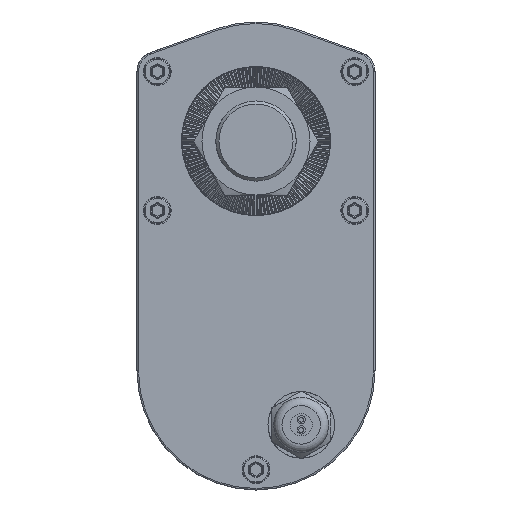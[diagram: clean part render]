
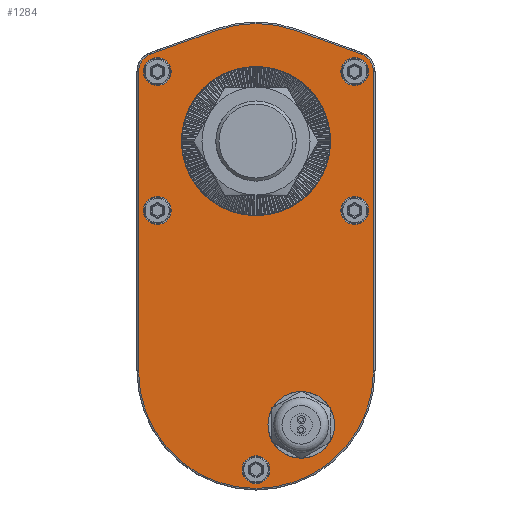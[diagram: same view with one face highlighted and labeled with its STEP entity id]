
A CAD part, front view. The second image highlights one B-rep face of the part: STEP entity #1284.
In plain terms, the highlighted planar face has unit normal (0, -1, 0).
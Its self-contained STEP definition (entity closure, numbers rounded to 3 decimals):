
#1284 = ADVANCED_FACE( '', ( #3320, #3321, #3322, #3323, #3324, #3325, #3326, #3327 ), #3328, .T. );
#3320 = FACE_BOUND( '', #7076, .T. );
#3321 = FACE_BOUND( '', #7077, .T. );
#3322 = FACE_BOUND( '', #7078, .T. );
#3323 = FACE_BOUND( '', #7079, .T. );
#3324 = FACE_BOUND( '', #7080, .T. );
#3325 = FACE_BOUND( '', #7081, .T. );
#3326 = FACE_OUTER_BOUND( '', #7082, .T. );
#3327 = FACE_BOUND( '', #7083, .T. );
#3328 = PLANE( '', #7084 );
#7076 = EDGE_LOOP( '', ( #15577 ) );
#7077 = EDGE_LOOP( '', ( #15578 ) );
#7078 = EDGE_LOOP( '', ( #15579 ) );
#7079 = EDGE_LOOP( '', ( #15580 ) );
#7080 = EDGE_LOOP( '', ( #15581 ) );
#7081 = EDGE_LOOP( '', ( #15582 ) );
#7082 = EDGE_LOOP( '', ( #15583, #15584, #15585, #15586, #15587, #15588, #15589, #15590 ) );
#7083 = EDGE_LOOP( '', ( #15591 ) );
#7084 = AXIS2_PLACEMENT_3D( '', #15592, #15593, #15594 );
#15577 = ORIENTED_EDGE( '', *, *, #23063, .F. );
#15578 = ORIENTED_EDGE( '', *, *, #22771, .T. );
#15579 = ORIENTED_EDGE( '', *, *, #22547, .T. );
#15580 = ORIENTED_EDGE( '', *, *, #23064, .T. );
#15581 = ORIENTED_EDGE( '', *, *, #23065, .T. );
#15582 = ORIENTED_EDGE( '', *, *, #22439, .T. );
#15583 = ORIENTED_EDGE( '', *, *, #23066, .T. );
#15584 = ORIENTED_EDGE( '', *, *, #23067, .T. );
#15585 = ORIENTED_EDGE( '', *, *, #23068, .T. );
#15586 = ORIENTED_EDGE( '', *, *, #22676, .T. );
#15587 = ORIENTED_EDGE( '', *, *, #23069, .T. );
#15588 = ORIENTED_EDGE( '', *, *, #23070, .T. );
#15589 = ORIENTED_EDGE( '', *, *, #22390, .T. );
#15590 = ORIENTED_EDGE( '', *, *, #23003, .T. );
#15591 = ORIENTED_EDGE( '', *, *, #23071, .F. );
#15592 = CARTESIAN_POINT( '', ( 0., 24.5, -74.5 ) );
#15593 = DIRECTION( '', ( 0., -1., 0. ) );
#15594 = DIRECTION( '', ( 0., 0., -1. ) );
#22390 = EDGE_CURVE( '', #25608, #25613, #25615, .T. );
#22439 = EDGE_CURVE( '', #25700, #25700, #25701, .T. );
#22547 = EDGE_CURVE( '', #25893, #25893, #25894, .T. );
#22676 = EDGE_CURVE( '', #26114, #26112, #26115, .T. );
#22771 = EDGE_CURVE( '', #26276, #26276, #26277, .T. );
#23003 = EDGE_CURVE( '', #25613, #26680, #26682, .T. );
#23063 = EDGE_CURVE( '', #26780, #26780, #26781, .T. );
#23064 = EDGE_CURVE( '', #26782, #26782, #26783, .T. );
#23065 = EDGE_CURVE( '', #26784, #26784, #26785, .T. );
#23066 = EDGE_CURVE( '', #26680, #26786, #26787, .T. );
#23067 = EDGE_CURVE( '', #26786, #26788, #26789, .T. );
#23068 = EDGE_CURVE( '', #26788, #26114, #26790, .T. );
#23069 = EDGE_CURVE( '', #26112, #26791, #26792, .T. );
#23070 = EDGE_CURVE( '', #26791, #25608, #26793, .T. );
#23071 = EDGE_CURVE( '', #26794, #26794, #26795, .T. );
#25608 = VERTEX_POINT( '', #30480 );
#25613 = VERTEX_POINT( '', #30485 );
#25615 = CIRCLE( '', #30487, 38.08 );
#25700 = VERTEX_POINT( '', #30733 );
#25701 = CIRCLE( '', #30734, 4.5 );
#25893 = VERTEX_POINT( '', #31073 );
#25894 = CIRCLE( '', #31074, 4.5 );
#26112 = VERTEX_POINT( '', #31532 );
#26114 = VERTEX_POINT( '', #31534 );
#26115 = LINE( '', #31535, #31536 );
#26276 = VERTEX_POINT( '', #31886 );
#26277 = CIRCLE( '', #31887, 4.5 );
#26680 = VERTEX_POINT( '', #32559 );
#26682 = LINE( '', #32561, #32562 );
#26780 = VERTEX_POINT( '', #32694 );
#26781 = CIRCLE( '', #32695, 7.875 );
#26782 = VERTEX_POINT( '', #32696 );
#26783 = CIRCLE( '', #32697, 4.5 );
#26784 = VERTEX_POINT( '', #32698 );
#26785 = CIRCLE( '', #32699, 4.5 );
#26786 = VERTEX_POINT( '', #32700 );
#26787 = CIRCLE( '', #32701, 6.08 );
#26788 = VERTEX_POINT( '', #32702 );
#26789 = LINE( '', #32703, #32704 );
#26790 = CIRCLE( '', #32705, 38.08 );
#26791 = VERTEX_POINT( '', #32706 );
#26792 = CIRCLE( '', #32707, 6.08 );
#26793 = LINE( '', #32708, #32709 );
#26794 = VERTEX_POINT( '', #32710 );
#26795 = CIRCLE( '', #32711, 24.1 );
#30480 = CARTESIAN_POINT( '', ( -38.08, 24.5, -74.5 ) );
#30485 = CARTESIAN_POINT( '', ( 38.08, 24.5, -74.5 ) );
#30487 = AXIS2_PLACEMENT_3D( '', #39739, #39740, #39741 );
#30733 = CARTESIAN_POINT( '', ( -32., 24.5, 18. ) );
#30734 = AXIS2_PLACEMENT_3D( '', #39794, #39795, #39796 );
#31073 = CARTESIAN_POINT( '', ( 32., 24.5, -27. ) );
#31074 = AXIS2_PLACEMENT_3D( '', #39919, #39920, #39921 );
#31532 = CARTESIAN_POINT( '', ( -34.067, 24.5, 28.178 ) );
#31534 = CARTESIAN_POINT( '', ( -12.944, 24.5, 35.813 ) );
#31535 = CARTESIAN_POINT( '', ( -36.76, 24.5, 27.204 ) );
#31536 = VECTOR( '', #40086, 1000. );
#31886 = CARTESIAN_POINT( '', ( 32., 24.5, 18. ) );
#31887 = AXIS2_PLACEMENT_3D( '', #40192, #40193, #40194 );
#32559 = CARTESIAN_POINT( '', ( 38.08, 24.5, 22.46 ) );
#32561 = CARTESIAN_POINT( '', ( 38.08, 24.5, -74.5 ) );
#32562 = VECTOR( '', #40465, 1000. );
#32694 = CARTESIAN_POINT( '', ( 14.66, 24.5, -99.845 ) );
#32695 = AXIS2_PLACEMENT_3D( '', #40535, #40536, #40537 );
#32696 = CARTESIAN_POINT( '', ( -32., 24.5, -27. ) );
#32697 = AXIS2_PLACEMENT_3D( '', #40538, #40539, #40540 );
#32698 = CARTESIAN_POINT( '', ( 0., 24.5, -111. ) );
#32699 = AXIS2_PLACEMENT_3D( '', #40541, #40542, #40543 );
#32700 = CARTESIAN_POINT( '', ( 34.067, 24.5, 28.178 ) );
#32701 = AXIS2_PLACEMENT_3D( '', #40544, #40545, #40546 );
#32702 = CARTESIAN_POINT( '', ( 12.944, 24.5, 35.813 ) );
#32703 = CARTESIAN_POINT( '', ( 36.76, 24.5, 27.204 ) );
#32704 = VECTOR( '', #40547, 1000. );
#32705 = AXIS2_PLACEMENT_3D( '', #40548, #40549, #40550 );
#32706 = CARTESIAN_POINT( '', ( -38.08, 24.5, 22.46 ) );
#32707 = AXIS2_PLACEMENT_3D( '', #40551, #40552, #40553 );
#32708 = CARTESIAN_POINT( '', ( -38.08, 24.5, -74.5 ) );
#32709 = VECTOR( '', #40554, 1000. );
#32710 = CARTESIAN_POINT( '', ( 0., 24.5, -24.1 ) );
#32711 = AXIS2_PLACEMENT_3D( '', #40555, #40556, #40557 );
#39739 = CARTESIAN_POINT( '', ( 0., 24.5, -74.5 ) );
#39740 = DIRECTION( '', ( 0., -1., 0. ) );
#39741 = DIRECTION( '', ( 0., 0., -1. ) );
#39794 = CARTESIAN_POINT( '', ( -32., 24.5, 22.5 ) );
#39795 = DIRECTION( '', ( 0., 1., 0. ) );
#39796 = DIRECTION( '', ( 0., 0., -1. ) );
#39919 = CARTESIAN_POINT( '', ( 32., 24.5, -22.5 ) );
#39920 = DIRECTION( '', ( 0., 1., 0. ) );
#39921 = DIRECTION( '', ( 0., 0., -1. ) );
#40086 = DIRECTION( '', ( -0.94, 0., -0.34 ) );
#40192 = CARTESIAN_POINT( '', ( 32., 24.5, 22.5 ) );
#40193 = DIRECTION( '', ( 0., 1., 0. ) );
#40194 = DIRECTION( '', ( 0., 0., -1. ) );
#40465 = DIRECTION( '', ( 0., 0., 1. ) );
#40535 = CARTESIAN_POINT( '', ( 14.66, 24.5, -91.97 ) );
#40536 = DIRECTION( '', ( 0., -1., 0. ) );
#40537 = DIRECTION( '', ( 0., 0., -1. ) );
#40538 = CARTESIAN_POINT( '', ( -32., 24.5, -22.5 ) );
#40539 = DIRECTION( '', ( 0., 1., 0. ) );
#40540 = DIRECTION( '', ( 0., 0., -1. ) );
#40541 = CARTESIAN_POINT( '', ( 0., 24.5, -106.5 ) );
#40542 = DIRECTION( '', ( 0., 1., 0. ) );
#40543 = DIRECTION( '', ( 0., 0., -1. ) );
#40544 = CARTESIAN_POINT( '', ( 32., 24.5, 22.46 ) );
#40545 = DIRECTION( '', ( 0., -1., 0. ) );
#40546 = DIRECTION( '', ( 0., 0., -1. ) );
#40547 = DIRECTION( '', ( -0.94, 0., 0.34 ) );
#40548 = CARTESIAN_POINT( '', ( 0., 24.5, 0. ) );
#40549 = DIRECTION( '', ( 0., -1., 0. ) );
#40550 = DIRECTION( '', ( 0., 0., -1. ) );
#40551 = CARTESIAN_POINT( '', ( -32., 24.5, 22.46 ) );
#40552 = DIRECTION( '', ( 0., -1., 0. ) );
#40553 = DIRECTION( '', ( 0., 0., -1. ) );
#40554 = DIRECTION( '', ( 0., 0., -1. ) );
#40555 = CARTESIAN_POINT( '', ( 0., 24.5, 0. ) );
#40556 = DIRECTION( '', ( 0., -1., 0. ) );
#40557 = DIRECTION( '', ( 0., 0., -1. ) );
